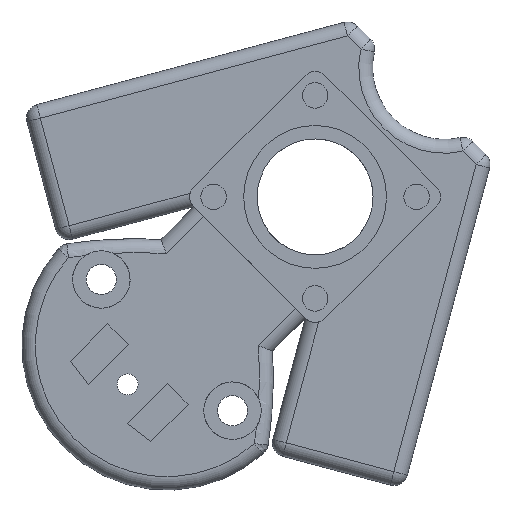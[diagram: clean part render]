
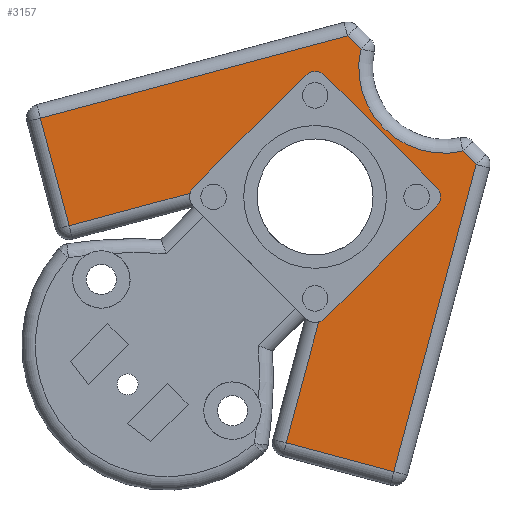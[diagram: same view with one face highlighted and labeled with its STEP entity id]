
A CAD part, front view. The second image highlights one B-rep face of the part: STEP entity #3157.
In plain terms, the highlighted planar face has unit normal (0, -1, 0).
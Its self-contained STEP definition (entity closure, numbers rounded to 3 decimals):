
#133=PLANE('',#3465);
#272=FACE_OUTER_BOUND('',#492,.T.);
#492=EDGE_LOOP('',(#2307,#2308,#2309,#2310,#2311,#2312,#2313,#2314,#2315,
#2316,#2317,#2318,#2319,#2320,#2321,#2322));
#678=LINE('',#4848,#914);
#686=LINE('',#4889,#922);
#727=LINE('',#5173,#963);
#732=LINE('',#5183,#968);
#734=LINE('',#5200,#970);
#735=LINE('',#5208,#971);
#736=LINE('',#5210,#972);
#737=LINE('',#5215,#973);
#738=LINE('',#5218,#974);
#739=LINE('',#5220,#975);
#740=LINE('',#5221,#976);
#914=VECTOR('',#3798,10.);
#922=VECTOR('',#3848,10.);
#963=VECTOR('',#4021,10.);
#968=VECTOR('',#4032,10.);
#970=VECTOR('',#4050,10.);
#971=VECTOR('',#4063,10.);
#972=VECTOR('',#4064,10.);
#973=VECTOR('',#4069,10.);
#974=VECTOR('',#4072,10.);
#975=VECTOR('',#4073,10.);
#976=VECTOR('',#4074,10.);
#1206=CIRCLE('',#3450,3.);
#1209=CIRCLE('',#3455,18.5);
#1216=CIRCLE('',#3466,3.);
#1217=CIRCLE('',#3467,3.);
#1218=CIRCLE('',#3468,3.);
#1350=VERTEX_POINT('',#4845);
#1351=VERTEX_POINT('',#4847);
#1362=VERTEX_POINT('',#4886);
#1363=VERTEX_POINT('',#4888);
#1428=VERTEX_POINT('',#5171);
#1429=VERTEX_POINT('',#5172);
#1430=VERTEX_POINT('',#5177);
#1431=VERTEX_POINT('',#5181);
#1434=VERTEX_POINT('',#5188);
#1435=VERTEX_POINT('',#5190);
#1438=VERTEX_POINT('',#5198);
#1440=VERTEX_POINT('',#5209);
#1441=VERTEX_POINT('',#5212);
#1442=VERTEX_POINT('',#5214);
#1443=VERTEX_POINT('',#5216);
#1444=VERTEX_POINT('',#5219);
#1638=EDGE_CURVE('',#1350,#1351,#678,.T.);
#1658=EDGE_CURVE('',#1362,#1363,#686,.T.);
#1747=EDGE_CURVE('',#1428,#1429,#727,.T.);
#1750=EDGE_CURVE('',#1428,#1430,#1206,.F.);
#1753=EDGE_CURVE('',#1431,#1430,#732,.T.);
#1756=EDGE_CURVE('',#1434,#1435,#1209,.T.);
#1761=EDGE_CURVE('',#1438,#1434,#734,.T.);
#1765=EDGE_CURVE('',#1351,#1438,#735,.T.);
#1766=EDGE_CURVE('',#1440,#1350,#736,.T.);
#1767=EDGE_CURVE('',#1440,#1431,#1216,.T.);
#1768=EDGE_CURVE('',#1441,#1429,#1217,.F.);
#1769=EDGE_CURVE('',#1441,#1442,#737,.T.);
#1770=EDGE_CURVE('',#1443,#1442,#1218,.F.);
#1771=EDGE_CURVE('',#1363,#1443,#738,.T.);
#1772=EDGE_CURVE('',#1444,#1362,#739,.T.);
#1773=EDGE_CURVE('',#1435,#1444,#740,.T.);
#2307=ORIENTED_EDGE('',*,*,#1756,.F.);
#2308=ORIENTED_EDGE('',*,*,#1761,.F.);
#2309=ORIENTED_EDGE('',*,*,#1765,.F.);
#2310=ORIENTED_EDGE('',*,*,#1638,.F.);
#2311=ORIENTED_EDGE('',*,*,#1766,.F.);
#2312=ORIENTED_EDGE('',*,*,#1767,.T.);
#2313=ORIENTED_EDGE('',*,*,#1753,.T.);
#2314=ORIENTED_EDGE('',*,*,#1750,.F.);
#2315=ORIENTED_EDGE('',*,*,#1747,.T.);
#2316=ORIENTED_EDGE('',*,*,#1768,.F.);
#2317=ORIENTED_EDGE('',*,*,#1769,.T.);
#2318=ORIENTED_EDGE('',*,*,#1770,.F.);
#2319=ORIENTED_EDGE('',*,*,#1771,.F.);
#2320=ORIENTED_EDGE('',*,*,#1658,.F.);
#2321=ORIENTED_EDGE('',*,*,#1772,.F.);
#2322=ORIENTED_EDGE('',*,*,#1773,.F.);
#3157=ADVANCED_FACE('',(#272),#133,.T.);
#3450=AXIS2_PLACEMENT_3D('',#5178,#4026,#4027);
#3455=AXIS2_PLACEMENT_3D('',#5191,#4039,#4040);
#3465=AXIS2_PLACEMENT_3D('',#5207,#4061,#4062);
#3466=AXIS2_PLACEMENT_3D('',#5211,#4065,#4066);
#3467=AXIS2_PLACEMENT_3D('',#5213,#4067,#4068);
#3468=AXIS2_PLACEMENT_3D('',#5217,#4070,#4071);
#3798=DIRECTION('',(-0.259,0.,0.966));
#3848=DIRECTION('',(-0.966,0.,0.259));
#4021=DIRECTION('',(0.707,0.,-0.707));
#4026=DIRECTION('center_axis',(0.,1.,0.));
#4027=DIRECTION('ref_axis',(0.,0.,1.));
#4032=DIRECTION('',(0.707,0.,0.707));
#4039=DIRECTION('center_axis',(0.,-1.,0.));
#4040=DIRECTION('ref_axis',(-0.707,0.,-0.707));
#4050=DIRECTION('',(0.707,0.,-0.707));
#4061=DIRECTION('center_axis',(0.,-1.,0.));
#4062=DIRECTION('ref_axis',(0.,0.,1.));
#4063=DIRECTION('',(0.966,0.,0.259));
#4064=DIRECTION('',(-0.966,0.,-0.259));
#4065=DIRECTION('center_axis',(0.,1.,0.));
#4066=DIRECTION('ref_axis',(-1.,0.,0.));
#4067=DIRECTION('center_axis',(0.,1.,0.));
#4068=DIRECTION('ref_axis',(1.,0.,0.));
#4069=DIRECTION('',(-0.707,0.,-0.707));
#4070=DIRECTION('center_axis',(0.,1.,0.));
#4071=DIRECTION('ref_axis',(0.,0.,-1.));
#4072=DIRECTION('',(0.259,0.,0.966));
#4073=DIRECTION('',(-0.259,0.,-0.966));
#4074=DIRECTION('',(0.707,0.,-0.707));
#4845=CARTESIAN_POINT('',(-22.195,30.,-34.108));
#4847=CARTESIAN_POINT('',(-28.407,30.,-10.926));
#4848=CARTESIAN_POINT('',(-25.172,30.,-23.));
#4886=CARTESIAN_POINT('',(47.808,30.,-87.141));
#4888=CARTESIAN_POINT('',(24.626,30.,-80.93));
#4889=CARTESIAN_POINT('',(36.7,30.,-84.165));
#5171=CARTESIAN_POINT('',(32.952,30.,-1.741));
#5172=CARTESIAN_POINT('',(56.994,30.,-25.782));
#5173=CARTESIAN_POINT('',(52.044,30.,-20.832));
#5177=CARTESIAN_POINT('',(28.709,30.,-1.741));
#5178=CARTESIAN_POINT('Origin',(30.831,30.,-3.862));
#5181=CARTESIAN_POINT('',(4.668,30.,-25.782));
#5183=CARTESIAN_POINT('',(24.795,30.,-5.655));
#5188=CARTESIAN_POINT('',(40.67,30.,3.992));
#5190=CARTESIAN_POINT('',(62.726,30.,-18.064));
#5191=CARTESIAN_POINT('Origin',(58.734,30.,0.));
#5198=CARTESIAN_POINT('',(37.838,30.,6.824));
#5200=CARTESIAN_POINT('',(44.156,30.,0.506));
#5207=CARTESIAN_POINT('Origin',(32.9,30.,-25.834));
#5208=CARTESIAN_POINT('',(32.289,30.,5.337));
#5209=CARTESIAN_POINT('',(3.894,30.,-27.118));
#5210=CARTESIAN_POINT('',(34.012,30.,-19.048));
#5211=CARTESIAN_POINT('Origin',(6.789,30.,-27.904));
#5212=CARTESIAN_POINT('',(56.994,30.,-30.025));
#5213=CARTESIAN_POINT('Origin',(54.872,30.,-27.904));
#5214=CARTESIAN_POINT('',(32.952,30.,-54.066));
#5215=CARTESIAN_POINT('',(38.937,30.,-48.082));
#5216=CARTESIAN_POINT('',(31.617,30.,-54.84));
#5217=CARTESIAN_POINT('Origin',(30.831,30.,-51.945));
#5218=CARTESIAN_POINT('',(34.51,30.,-44.041));
#5219=CARTESIAN_POINT('',(65.558,30.,-20.897));
#5220=CARTESIAN_POINT('',(58.466,30.,-47.364));
#5221=CARTESIAN_POINT('',(56.596,30.,-11.934));
